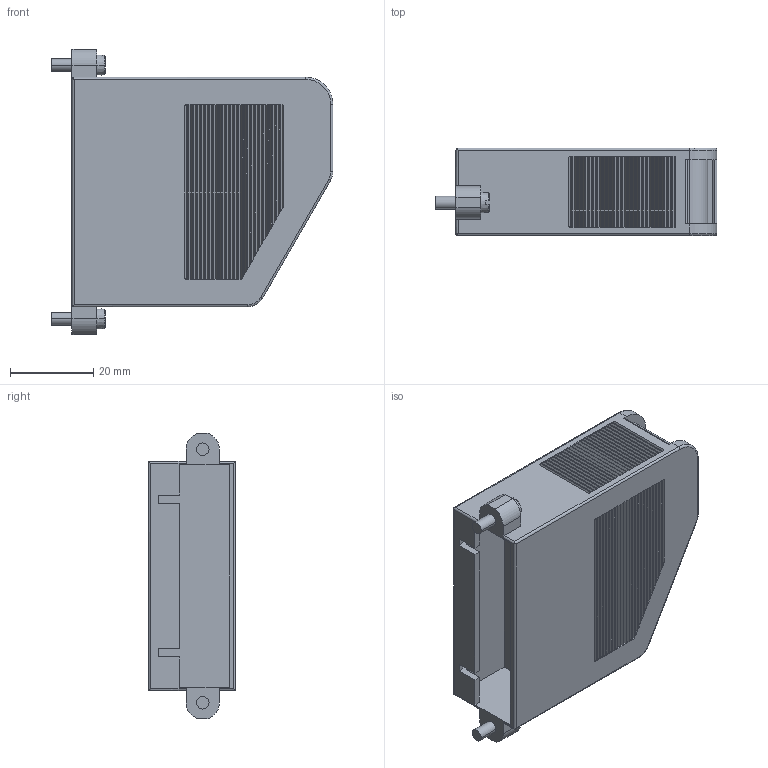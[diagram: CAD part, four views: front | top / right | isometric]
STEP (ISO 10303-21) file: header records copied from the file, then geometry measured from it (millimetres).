
FILE_DESCRIPTION(('SolidDesigner STEP Export'),'2;1');
FILE_NAME('kgs_pc4-7-f.stp','2005-11-07T13:25:12',(''),(''),'OneSpace Designer STEP processor for AP214 (Solid Model)','OneSpace Designer 13.01 05-Feb-2005 (C) CoCreate Software GmbH','');
FILE_SCHEMA(('AUTOMOTIVE_DESIGN { 1 0 10303 214 1 1 1 1 }'));
Length unit declared in the file: millimetre
Products named in the file (2): kgs_pc4-7-f
Assembly tree (1 placements, depth 2):
  kgs_pc4-7-f
    kgs_pc4-7-f
Bounding box: 67.7 x 21 x 68.54 mm (x, y, z)
Volume: 50569.1 mm3; surface area: 16931.3 mm2
Topology: 1 solids, 1 shells, 585 faces, 1393 edges, 914 vertices
Faces by surface type: plane 460, cylinder 98, torus 14, cone 12, bspline 1
Entity records: 20348 total; most frequent: CARTESIAN_POINT 2926, ORIENTED_EDGE 2786, DIRECTION 2241, EDGE_CURVE 1393, VECTOR 1121, LINE 1121, VERTEX_POINT 914, EDGE_LOOP 689
